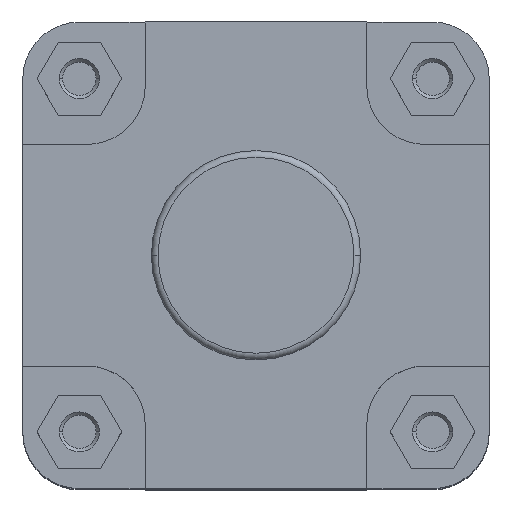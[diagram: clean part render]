
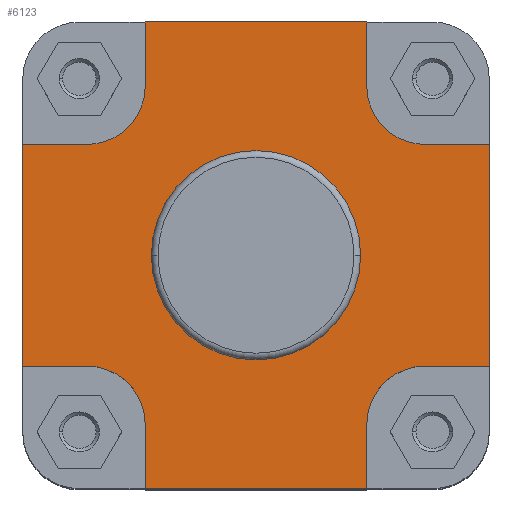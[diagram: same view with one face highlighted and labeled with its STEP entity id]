
A CAD part, top view. The second image highlights one B-rep face of the part: STEP entity #6123.
In plain terms, the highlighted planar face has unit normal (0, 0, 1).
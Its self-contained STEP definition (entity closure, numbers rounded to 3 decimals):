
#854 = CARTESIAN_POINT ( 'NONE',  ( 0., 31.4, -6. ) ) ;
#855 = PLANE ( 'NONE',  #1652 ) ;
#856 = DIRECTION ( 'NONE',  ( 0., 0., -1. ) ) ;
#857 = DIRECTION ( 'NONE',  ( -1., 0., 0. ) ) ;
#1652 = AXIS2_PLACEMENT_3D ( 'NONE', #854, #856, #857 ) ;
#1990 = AXIS2_PLACEMENT_3D ( 'NONE', #4141, #4145, #4146 ) ;
#2000 = AXIS2_PLACEMENT_3D ( 'NONE', #4254, #4256, #4257 ) ;
#2001 = AXIS2_PLACEMENT_3D ( 'NONE', #4287, #4288, #4289 ) ;
#2002 = AXIS2_PLACEMENT_3D ( 'NONE', #4255, #4261, #4262 ) ;
#2003 = AXIS2_PLACEMENT_3D ( 'NONE', #4278, #4279, #4280 ) ;
#2004 = AXIS2_PLACEMENT_3D ( 'NONE', #4269, #4270, #4271 ) ;
#2766 = CIRCLE ( 'NONE', #1990, 31.4 ) ;
#2846 = LINE ( 'NONE', #4245, #2850 ) ;
#2849 = VECTOR ( 'NONE', #4253, 1000. ) ;
#2850 = VECTOR ( 'NONE', #4247, 1000. ) ;
#2851 = LINE ( 'NONE', #4252, #2849 ) ;
#2852 = LINE ( 'NONE', #4263, #2859 ) ;
#2854 = VECTOR ( 'NONE', #4264, 1000. ) ;
#2855 = CIRCLE ( 'NONE', #2000, 31.4 ) ;
#2857 = LINE ( 'NONE', #4258, #2854 ) ;
#2858 = CIRCLE ( 'NONE', #2002, 17.5 ) ;
#2859 = VECTOR ( 'NONE', #4265, 1000. ) ;
#2860 = VECTOR ( 'NONE', #4273, 1000. ) ;
#2861 = LINE ( 'NONE', #4267, #2862 ) ;
#2862 = VECTOR ( 'NONE', #4268, 1000. ) ;
#2863 = LINE ( 'NONE', #4274, #2868 ) ;
#2864 = LINE ( 'NONE', #4272, #2867 ) ;
#2865 = LINE ( 'NONE', #4266, #2860 ) ;
#2866 = CIRCLE ( 'NONE', #2004, 17.5 ) ;
#2867 = VECTOR ( 'NONE', #4275, 1000. ) ;
#2868 = VECTOR ( 'NONE', #4277, 1000. ) ;
#2869 = VECTOR ( 'NONE', #4282, 1000. ) ;
#2870 = LINE ( 'NONE', #4283, #2875 ) ;
#2871 = LINE ( 'NONE', #4281, #2874 ) ;
#2872 = LINE ( 'NONE', #4276, #2869 ) ;
#2873 = CIRCLE ( 'NONE', #2003, 17.5 ) ;
#2874 = VECTOR ( 'NONE', #4284, 1000. ) ;
#2875 = VECTOR ( 'NONE', #4286, 1000. ) ;
#2876 = VECTOR ( 'NONE', #4291, 1000. ) ;
#2877 = LINE ( 'NONE', #4285, #2876 ) ;
#2878 = CIRCLE ( 'NONE', #2001, 17.5 ) ;
#3684 = CARTESIAN_POINT ( 'NONE',  ( 31.4, 0., -6. ) ) ;
#3760 = CARTESIAN_POINT ( 'NONE',  ( -31.4, 0., -6. ) ) ;
#4141 = CARTESIAN_POINT ( 'NONE',  ( 0., 0., -6. ) ) ;
#4145 = DIRECTION ( 'NONE',  ( 0., 0., 1. ) ) ;
#4146 = DIRECTION ( 'NONE',  ( 1., 0., 0. ) ) ;
#4245 = CARTESIAN_POINT ( 'NONE',  ( -70., -154.141, -6. ) ) ;
#4247 = DIRECTION ( 'NONE',  ( 0., -1., 0. ) ) ;
#4252 = CARTESIAN_POINT ( 'NONE',  ( -33.25, -50.75, -6. ) ) ;
#4253 = DIRECTION ( 'NONE',  ( 0., 1., 0. ) ) ;
#4254 = CARTESIAN_POINT ( 'NONE',  ( 0., 0., -6. ) ) ;
#4255 = CARTESIAN_POINT ( 'NONE',  ( -50.75, -50.75, -6. ) ) ;
#4256 = DIRECTION ( 'NONE',  ( 0., 0., 1. ) ) ;
#4257 = DIRECTION ( 'NONE',  ( 1., 0., 0. ) ) ;
#4258 = CARTESIAN_POINT ( 'NONE',  ( -70., -33.25, -6. ) ) ;
#4261 = DIRECTION ( 'NONE',  ( 0., 0., 1. ) ) ;
#4262 = DIRECTION ( 'NONE',  ( -1., 0., 0. ) ) ;
#4263 = CARTESIAN_POINT ( 'NONE',  ( 0., -70., -6. ) ) ;
#4264 = DIRECTION ( 'NONE',  ( -1., 0., 0. ) ) ;
#4265 = DIRECTION ( 'NONE',  ( 1., 0., 0. ) ) ;
#4266 = CARTESIAN_POINT ( 'NONE',  ( 50.75, -33.25, -6. ) ) ;
#4267 = CARTESIAN_POINT ( 'NONE',  ( 33.25, -70., -6. ) ) ;
#4268 = DIRECTION ( 'NONE',  ( 0., -1., 0. ) ) ;
#4269 = CARTESIAN_POINT ( 'NONE',  ( 50.75, -50.75, -6. ) ) ;
#4270 = DIRECTION ( 'NONE',  ( 0., 0., 1. ) ) ;
#4271 = DIRECTION ( 'NONE',  ( -1., 0., 0. ) ) ;
#4272 = CARTESIAN_POINT ( 'NONE',  ( 70., -154.141, -6. ) ) ;
#4273 = DIRECTION ( 'NONE',  ( -1., 0., 0. ) ) ;
#4274 = CARTESIAN_POINT ( 'NONE',  ( 70., 33.25, -6. ) ) ;
#4275 = DIRECTION ( 'NONE',  ( 0., -1., 0. ) ) ;
#4276 = CARTESIAN_POINT ( 'NONE',  ( 33.25, 50.75, -6. ) ) ;
#4277 = DIRECTION ( 'NONE',  ( 1., 0., 0. ) ) ;
#4278 = CARTESIAN_POINT ( 'NONE',  ( 50.75, 50.75, -6. ) ) ;
#4279 = DIRECTION ( 'NONE',  ( 0., 0., 1. ) ) ;
#4280 = DIRECTION ( 'NONE',  ( -1., 0., 0. ) ) ;
#4281 = CARTESIAN_POINT ( 'NONE',  ( 0., 70., -6. ) ) ;
#4282 = DIRECTION ( 'NONE',  ( 0., -1., 0. ) ) ;
#4283 = CARTESIAN_POINT ( 'NONE',  ( -33.25, 70., -6. ) ) ;
#4284 = DIRECTION ( 'NONE',  ( 1., 0., 0. ) ) ;
#4285 = CARTESIAN_POINT ( 'NONE',  ( -50.75, 33.25, -6. ) ) ;
#4286 = DIRECTION ( 'NONE',  ( 0., 1., 0. ) ) ;
#4287 = CARTESIAN_POINT ( 'NONE',  ( -50.75, 50.75, -6. ) ) ;
#4288 = DIRECTION ( 'NONE',  ( 0., 0., 1. ) ) ;
#4289 = DIRECTION ( 'NONE',  ( -1., 0., 0. ) ) ;
#4291 = DIRECTION ( 'NONE',  ( 1., 0., 0. ) ) ;
#4533 = CARTESIAN_POINT ( 'NONE',  ( -33.25, 70., -6. ) ) ;
#4542 = CARTESIAN_POINT ( 'NONE',  ( -50.75, 33.25, -6. ) ) ;
#4543 = CARTESIAN_POINT ( 'NONE',  ( -33.25, 50.75, -6. ) ) ;
#4544 = CARTESIAN_POINT ( 'NONE',  ( 33.25, 70., -6. ) ) ;
#4545 = CARTESIAN_POINT ( 'NONE',  ( 33.25, 50.75, -6. ) ) ;
#4546 = CARTESIAN_POINT ( 'NONE',  ( 50.75, 33.25, -6. ) ) ;
#4547 = CARTESIAN_POINT ( 'NONE',  ( 70., 33.25, -6. ) ) ;
#4548 = CARTESIAN_POINT ( 'NONE',  ( 70., -33.25, -6. ) ) ;
#4549 = CARTESIAN_POINT ( 'NONE',  ( 50.75, -33.25, -6. ) ) ;
#4550 = CARTESIAN_POINT ( 'NONE',  ( 33.25, -50.75, -6. ) ) ;
#4551 = CARTESIAN_POINT ( 'NONE',  ( 33.25, -70., -6. ) ) ;
#4552 = CARTESIAN_POINT ( 'NONE',  ( -33.25, -70., -6. ) ) ;
#4553 = CARTESIAN_POINT ( 'NONE',  ( -33.25, -50.75, -6. ) ) ;
#4554 = CARTESIAN_POINT ( 'NONE',  ( -50.75, -33.25, -6. ) ) ;
#4555 = CARTESIAN_POINT ( 'NONE',  ( -70., -33.25, -6. ) ) ;
#4556 = CARTESIAN_POINT ( 'NONE',  ( -70., 33.25, -6. ) ) ;
#5026 = ORIENTED_EDGE ( 'NONE', *, *, #6701, .F. ) ;
#5027 = ORIENTED_EDGE ( 'NONE', *, *, #6751, .F. ) ;
#5028 = ORIENTED_EDGE ( 'NONE', *, *, #6748, .T. ) ;
#5029 = ORIENTED_EDGE ( 'NONE', *, *, #6754, .F. ) ;
#5030 = ORIENTED_EDGE ( 'NONE', *, *, #6753, .F. ) ;
#5031 = ORIENTED_EDGE ( 'NONE', *, *, #6750, .F. ) ;
#5032 = ORIENTED_EDGE ( 'NONE', *, *, #6755, .T. ) ;
#5033 = ORIENTED_EDGE ( 'NONE', *, *, #6756, .F. ) ;
#5034 = ORIENTED_EDGE ( 'NONE', *, *, #6757, .F. ) ;
#5035 = ORIENTED_EDGE ( 'NONE', *, *, #6758, .F. ) ;
#5036 = ORIENTED_EDGE ( 'NONE', *, *, #6759, .F. ) ;
#5037 = ORIENTED_EDGE ( 'NONE', *, *, #6760, .F. ) ;
#5038 = ORIENTED_EDGE ( 'NONE', *, *, #6761, .F. ) ;
#5039 = ORIENTED_EDGE ( 'NONE', *, *, #6762, .F. ) ;
#5040 = ORIENTED_EDGE ( 'NONE', *, *, #6763, .F. ) ;
#5041 = ORIENTED_EDGE ( 'NONE', *, *, #6764, .F. ) ;
#5042 = ORIENTED_EDGE ( 'NONE', *, *, #6765, .F. ) ;
#5043 = ORIENTED_EDGE ( 'NONE', *, *, #6766, .F. ) ;
#5436 = EDGE_LOOP ( 'NONE', ( #5028, #5029, #5030, #5031, #5032, #5033, #5034, #5035, #5036, #5037, #5038, #5039, #5040, #5041, #5042, #5043 ) ) ;
#5653 = EDGE_LOOP ( 'NONE', ( #5026, #5027 ) ) ;
#6066 = FACE_BOUND ( 'NONE', #5653, .T. ) ;
#6068 = FACE_OUTER_BOUND ( 'NONE', #5436, .T. ) ;
#6123 = ADVANCED_FACE ( 'NONE', ( #6066, #6068 ), #855, .F. ) ;
#6438 = VERTEX_POINT ( 'NONE', #3684 ) ;
#6514 = VERTEX_POINT ( 'NONE', #3760 ) ;
#6701 = EDGE_CURVE ( 'NONE', #6438, #6514, #2766, .T. ) ;
#6748 = EDGE_CURVE ( 'NONE', #6894, #6893, #2846, .T. ) ;
#6750 = EDGE_CURVE ( 'NONE', #6890, #6891, #2851, .T. ) ;
#6751 = EDGE_CURVE ( 'NONE', #6514, #6438, #2855, .T. ) ;
#6753 = EDGE_CURVE ( 'NONE', #6891, #6892, #2858, .T. ) ;
#6754 = EDGE_CURVE ( 'NONE', #6892, #6893, #2857, .T. ) ;
#6755 = EDGE_CURVE ( 'NONE', #6890, #6889, #2852, .T. ) ;
#6756 = EDGE_CURVE ( 'NONE', #6888, #6889, #2861, .T. ) ;
#6757 = EDGE_CURVE ( 'NONE', #6887, #6888, #2866, .T. ) ;
#6758 = EDGE_CURVE ( 'NONE', #6886, #6887, #2865, .T. ) ;
#6759 = EDGE_CURVE ( 'NONE', #6885, #6886, #2864, .T. ) ;
#6760 = EDGE_CURVE ( 'NONE', #6884, #6885, #2863, .T. ) ;
#6761 = EDGE_CURVE ( 'NONE', #6883, #6884, #2873, .T. ) ;
#6762 = EDGE_CURVE ( 'NONE', #6882, #6883, #2872, .T. ) ;
#6763 = EDGE_CURVE ( 'NONE', #6881, #6882, #2871, .T. ) ;
#6764 = EDGE_CURVE ( 'NONE', #6880, #6881, #2870, .T. ) ;
#6765 = EDGE_CURVE ( 'NONE', #6879, #6880, #2878, .T. ) ;
#6766 = EDGE_CURVE ( 'NONE', #6894, #6879, #2877, .T. ) ;
#6879 = VERTEX_POINT ( 'NONE', #4542 ) ;
#6880 = VERTEX_POINT ( 'NONE', #4543 ) ;
#6881 = VERTEX_POINT ( 'NONE', #4533 ) ;
#6882 = VERTEX_POINT ( 'NONE', #4544 ) ;
#6883 = VERTEX_POINT ( 'NONE', #4545 ) ;
#6884 = VERTEX_POINT ( 'NONE', #4546 ) ;
#6885 = VERTEX_POINT ( 'NONE', #4547 ) ;
#6886 = VERTEX_POINT ( 'NONE', #4548 ) ;
#6887 = VERTEX_POINT ( 'NONE', #4549 ) ;
#6888 = VERTEX_POINT ( 'NONE', #4550 ) ;
#6889 = VERTEX_POINT ( 'NONE', #4551 ) ;
#6890 = VERTEX_POINT ( 'NONE', #4552 ) ;
#6891 = VERTEX_POINT ( 'NONE', #4553 ) ;
#6892 = VERTEX_POINT ( 'NONE', #4554 ) ;
#6893 = VERTEX_POINT ( 'NONE', #4555 ) ;
#6894 = VERTEX_POINT ( 'NONE', #4556 ) ;
